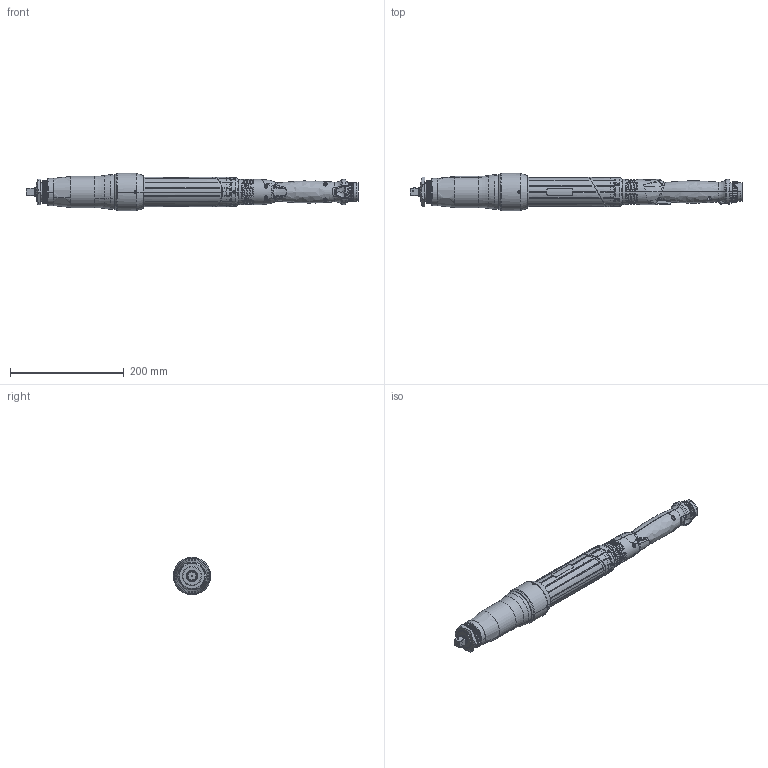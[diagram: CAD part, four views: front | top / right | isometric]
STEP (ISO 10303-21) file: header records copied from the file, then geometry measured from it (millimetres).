
FILE_DESCRIPTION((''),'2;1');
FILE_NAME('6151656770','2016-03-08T',('greextsd'),(''),'CREO PARAMETRIC BY PTC INC, 2015380','CREO PARAMETRIC BY PTC INC, 2015380','');
FILE_SCHEMA(('AUTOMOTIVE_DESIGN { 1 0 10303 214 1 1 1 1 }'));
Products named in the file (1): 6151656770
Bounding box: 583.4 x 66 x 66 mm (x, y, z)
Volume: 301901.1 mm3; surface area: 208879.1 mm2
Topology: 9 solids, 9 shells, 2583 faces, 6541 edges, 4025 vertices
Faces by surface type: cylinder 878, bspline 579, plane 484, cone 347, torus 181, extrusion 85, sphere 29
Entity records: 156693 total; most frequent: CARTESIAN_POINT 82535, ORIENTED_EDGE 13024, DIRECTION 9564, EDGE_CURVE 6512, VERTEX_POINT 4024, AXIS2_PLACEMENT_3D 3825, B_SPLINE_CURVE_WITH_KNOTS 2862, EDGE_LOOP 2710
